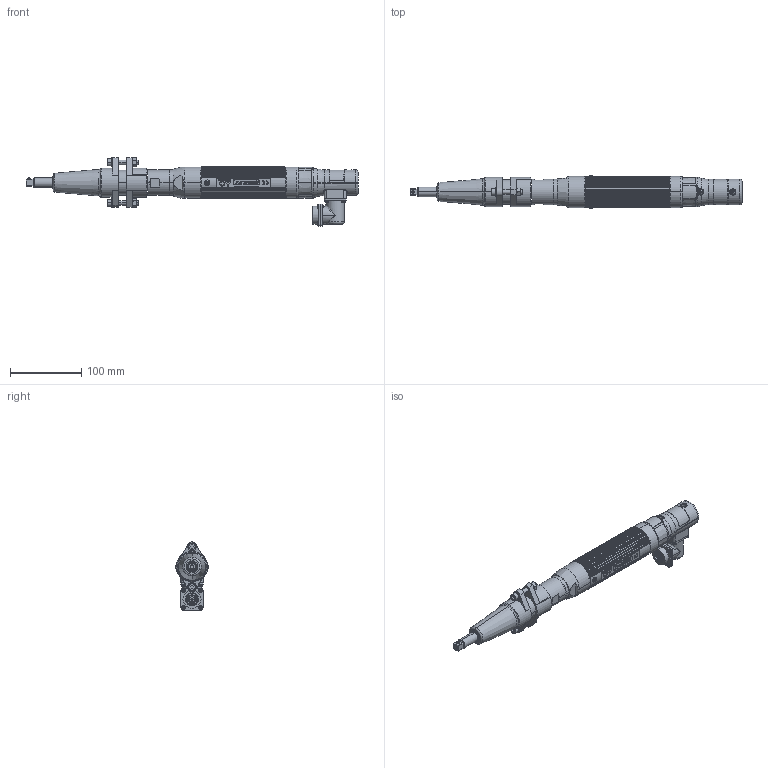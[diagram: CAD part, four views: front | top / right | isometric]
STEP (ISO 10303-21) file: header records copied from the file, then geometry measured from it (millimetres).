
FILE_DESCRIPTION((''),'2;1');
FILE_NAME('EB33MBF1-40F','2018-06-14T',('DMG0713'),(''),'PRO/ENGINEER BY PARAMETRIC TECHNOLOGY CORPORATION, 2016360','PRO/ENGINEER BY PARAMETRIC TECHNOLOGY CORPORATION, 2016360','');
FILE_SCHEMA(('CONFIG_CONTROL_DESIGN'));
Length unit declared in the file: inch
Products named in the file (1): EB33MBF1-40F
Bounding box: 467.28 x 45.57 x 96.2 mm (x, y, z)
Surface area: 82203.6 mm2 (no closed solid volume)
Topology: 0 solids, 147 shells, 823 faces, 4127 edges, 3379 vertices
Faces by surface type: cylinder 333, plane 282, cone 106, torus 53, bspline 47, extrusion 2
Entity records: 46974 total; most frequent: CARTESIAN_POINT 15460, DIRECTION 6272, ORIENTED_EDGE 5586, EDGE_CURVE 4127, VERTEX_POINT 3379, VECTOR 2456, LINE 2454, AXIS2_PLACEMENT_3D 1908
